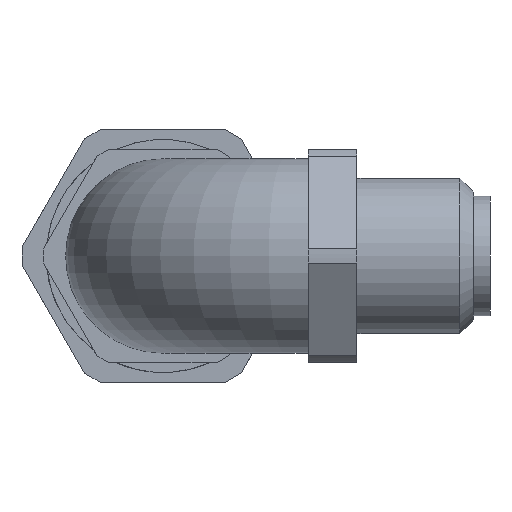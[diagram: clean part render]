
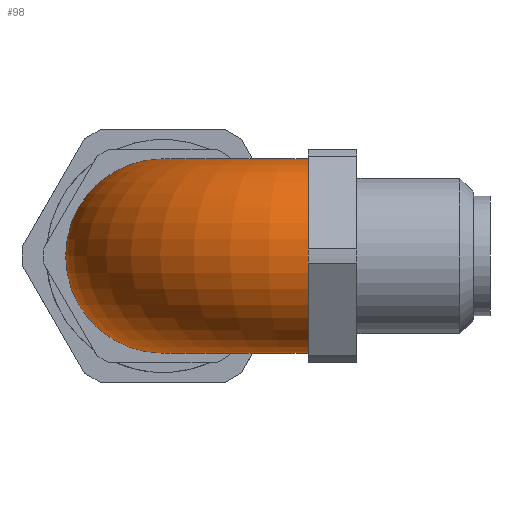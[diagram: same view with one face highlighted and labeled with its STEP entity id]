
A CAD part, left-side view. The second image highlights one B-rep face of the part: STEP entity #98.
In plain terms, the highlighted toroidal (fillet/blend) face has major radius 15 mm and minor radius 10 mm.
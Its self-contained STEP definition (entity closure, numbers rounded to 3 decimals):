
#98 = ADVANCED_FACE( '', ( #197, #198 ), #199, .T. );
#197 = FACE_OUTER_BOUND( '', #353, .T. );
#198 = FACE_OUTER_BOUND( '', #354, .T. );
#199 = TOROIDAL_SURFACE( '', #355, 15., 10. );
#353 = EDGE_LOOP( '', ( #624 ) );
#354 = EDGE_LOOP( '', ( #625 ) );
#355 = AXIS2_PLACEMENT_3D( '', #626, #627, #628 );
#624 = ORIENTED_EDGE( '', *, *, #1035, .T. );
#625 = ORIENTED_EDGE( '', *, *, #1036, .F. );
#626 = CARTESIAN_POINT( '', ( 0., 0., 0. ) );
#627 = DIRECTION( '', ( 0., 0., -1. ) );
#628 = DIRECTION( '', ( -1., 0., 0. ) );
#1035 = EDGE_CURVE( '', #1246, #1246, #1247, .T. );
#1036 = EDGE_CURVE( '', #1248, #1248, #1249, .T. );
#1246 = VERTEX_POINT( '', #1720 );
#1247 = CIRCLE( '', #1721, 10. );
#1248 = VERTEX_POINT( '', #1722 );
#1249 = CIRCLE( '', #1723, 10. );
#1720 = CARTESIAN_POINT( '', ( -5., 0., 0. ) );
#1721 = AXIS2_PLACEMENT_3D( '', #1984, #1985, #1986 );
#1722 = CARTESIAN_POINT( '', ( 0., 5., 0. ) );
#1723 = AXIS2_PLACEMENT_3D( '', #1987, #1988, #1989 );
#1984 = CARTESIAN_POINT( '', ( -15., 0., 0. ) );
#1985 = DIRECTION( '', ( 0., 1., 0. ) );
#1986 = DIRECTION( '', ( 1., 0., 0. ) );
#1987 = CARTESIAN_POINT( '', ( 0., 15., 0. ) );
#1988 = DIRECTION( '', ( 1., 0., 0. ) );
#1989 = DIRECTION( '', ( 0., -1., 0. ) );
